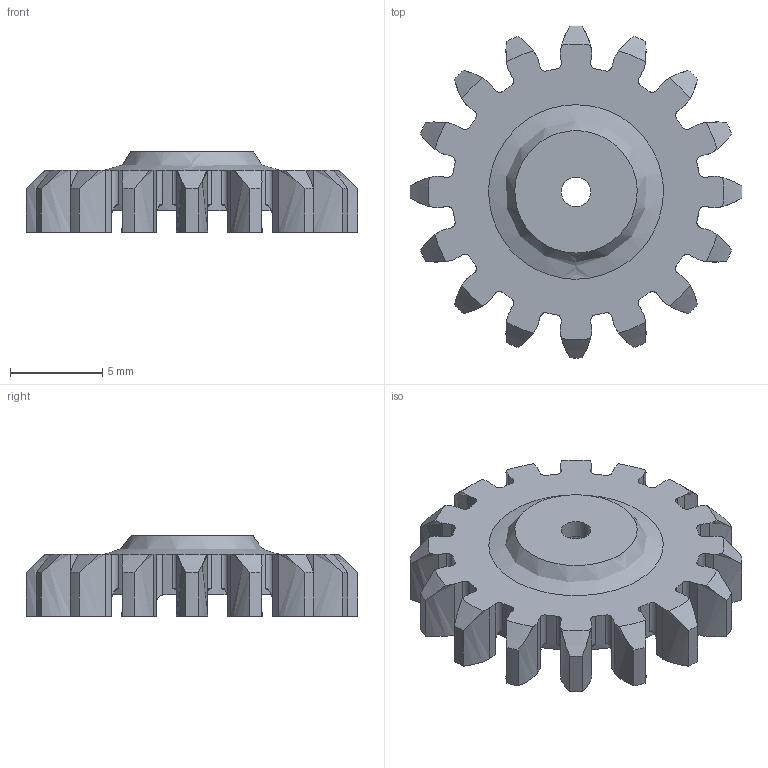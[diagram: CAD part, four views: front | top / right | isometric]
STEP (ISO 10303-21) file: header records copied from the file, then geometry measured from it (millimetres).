
FILE_DESCRIPTION(/* description */ (''),/* implementation_level */ '2;1');
FILE_NAME(/* name */ '齿轮 (16 teeth).step',/* time_stamp */ '2022-03-30T22:43:42+08:00',/* author */ (''),/* organization */ (''),/* preprocessor_version */ 'ST-DEVELOPER v18.1',/* originating_system */ 'Autodesk Translation Framework v10.14.0.1471',/* authorisation */ '');
FILE_SCHEMA (('AUTOMOTIVE_DESIGN { 1 0 10303 214 3 1 1 }'));
Length unit declared in the file: millimetre
Products named in the file (1): 齿轮 (16 teeth)
Bounding box: 18 x 18 x 4.38 mm (x, y, z)
Volume: 455.8 mm3; surface area: 763.1 mm2
Topology: 1 solids, 1 shells, 186 faces, 543 edges, 362 vertices
Faces by surface type: cylinder 68, plane 53, bspline 48, cone 16, torus 1
Full cylindrical faces by diameter (mm): 1.6 x1, 3 x1, 3.4 x1
Entity records: 15972 total; most frequent: CARTESIAN_POINT 11214, ORIENTED_EDGE 1086, DIRECTION 875, EDGE_CURVE 543, VERTEX_POINT 362, AXIS2_PLACEMENT_3D 324, LINE 227, VECTOR 227
